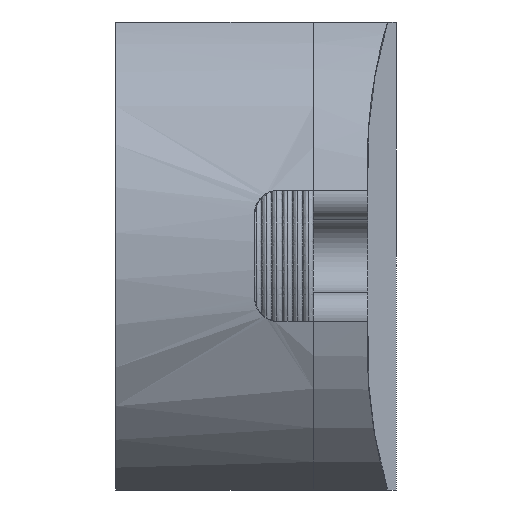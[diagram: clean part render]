
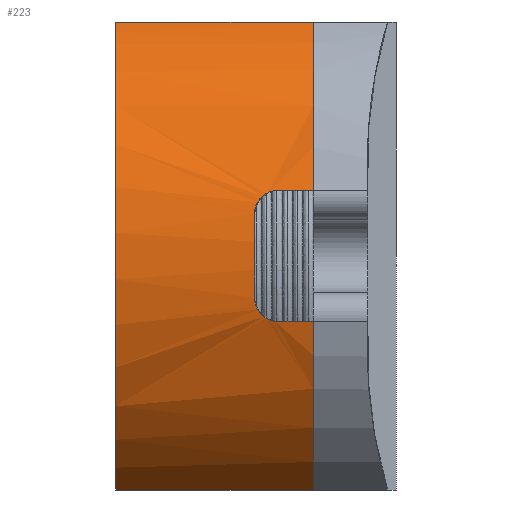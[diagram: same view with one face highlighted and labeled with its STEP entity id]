
A CAD part, left-side view. The second image highlights one B-rep face of the part: STEP entity #223.
In plain terms, the highlighted free-form (B-spline) face has degree [2, 1] with [3, 2] control points.
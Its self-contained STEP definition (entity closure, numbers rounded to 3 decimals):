
#21 = EDGE_CURVE('',#22,#24,#26,.T.);
#22 = VERTEX_POINT('',#23);
#23 = CARTESIAN_POINT('',(-5.839,1.79,1.412)
  );
#24 = VERTEX_POINT('',#25);
#25 = CARTESIAN_POINT('',(-3.28,1.79,5.033)
  );
#26 = ( BOUNDED_CURVE() B_SPLINE_CURVE(2,(#27,#28,#29),.UNSPECIFIED.,.F.
,.F.) B_SPLINE_CURVE_WITH_KNOTS((3,3),(4.95,5.706),
.PIECEWISE_BEZIER_KNOTS.) CURVE() GEOMETRIC_REPRESENTATION_ITEM() 
RATIONAL_B_SPLINE_CURVE((1.,0.929,1.)) REPRESENTATION_ITEM('') 
  );
#27 = CARTESIAN_POINT('',(-5.839,1.79,1.412)
  );
#28 = CARTESIAN_POINT('',(-5.278,1.79,3.731)
  );
#29 = CARTESIAN_POINT('',(-3.28,1.79,5.033)
  );
#89 = EDGE_CURVE('',#90,#92,#94,.T.);
#90 = VERTEX_POINT('',#91);
#91 = CARTESIAN_POINT('',(-3.28,6.04,-5.033
    ));
#92 = VERTEX_POINT('',#93);
#93 = CARTESIAN_POINT('',(-3.28,6.04,5.033)
  );
#94 = ( BOUNDED_CURVE() B_SPLINE_CURVE(2,(#95,#96,#97),.UNSPECIFIED.,.F.
,.F.) B_SPLINE_CURVE_WITH_KNOTS((3,3),(3.719,5.706),
.PIECEWISE_BEZIER_KNOTS.) CURVE() GEOMETRIC_REPRESENTATION_ITEM() 
RATIONAL_B_SPLINE_CURVE((1.,0.546,1.)) REPRESENTATION_ITEM('') 
  );
#95 = CARTESIAN_POINT('',(-3.28,6.04,-5.033
    ));
#96 = CARTESIAN_POINT('',(-11.005,6.04,
    0.));
#97 = CARTESIAN_POINT('',(-3.28,6.04,5.033)
  );
#200 = VERTEX_POINT('',#201);
#201 = CARTESIAN_POINT('',(-5.841,1.79,
    -1.407));
#206 = EDGE_CURVE('',#207,#200,#209,.T.);
#207 = VERTEX_POINT('',#208);
#208 = CARTESIAN_POINT('',(-3.28,1.79,
    -5.033));
#209 = ( BOUNDED_CURVE() B_SPLINE_CURVE(2,(#210,#211,#212),
.UNSPECIFIED.,.F.,.F.) B_SPLINE_CURVE_WITH_KNOTS((3,3),(3.719,
4.476),.PIECEWISE_BEZIER_KNOTS.) CURVE() 
GEOMETRIC_REPRESENTATION_ITEM() RATIONAL_B_SPLINE_CURVE((1.,
0.929,1.)) REPRESENTATION_ITEM('') );
#210 = CARTESIAN_POINT('',(-3.28,1.79,
    -5.033));
#211 = CARTESIAN_POINT('',(-5.281,1.79,
    -3.729));
#212 = CARTESIAN_POINT('',(-5.841,1.79,
    -1.407));
#223 = ADVANCED_FACE('',(#224),#281,.T.);
#224 = FACE_BOUND('',#225,.T.);
#225 = EDGE_LOOP('',(#226,#239,#244,#245,#250,#251,#256,#257,#264,#275)
  );
#226 = ORIENTED_EDGE('',*,*,#227,.T.);
#227 = EDGE_CURVE('',#228,#230,#232,.T.);
#228 = VERTEX_POINT('',#229);
#229 = CARTESIAN_POINT('',(-5.938,3.053,0.909
    ));
#230 = VERTEX_POINT('',#231);
#231 = CARTESIAN_POINT('',(-5.839,2.55,1.412
    ));
#232 = B_SPLINE_CURVE_WITH_KNOTS('',3,(#233,#234,#235,#236,#237,#238),
  .UNSPECIFIED.,.F.,.F.,(4,2,4),(0.,0.,
    0.001),.UNSPECIFIED.);
#233 = CARTESIAN_POINT('',(-5.938,3.053,0.909
    ));
#234 = CARTESIAN_POINT('',(-5.918,3.053,1.042
    ));
#235 = CARTESIAN_POINT('',(-5.893,3.,1.171
    ));
#236 = CARTESIAN_POINT('',(-5.853,2.815,1.357
    ));
#237 = CARTESIAN_POINT('',(-5.839,2.684,1.412
    ));
#238 = CARTESIAN_POINT('',(-5.839,2.55,1.412
    ));
#239 = ORIENTED_EDGE('',*,*,#240,.T.);
#240 = EDGE_CURVE('',#230,#22,#241,.T.);
#241 = B_SPLINE_CURVE_WITH_KNOTS('',1,(#242,#243),.UNSPECIFIED.,.F.,.F.,
  (2,2),(3.12,3.8),.PIECEWISE_BEZIER_KNOTS.);
#242 = CARTESIAN_POINT('',(-5.839,2.55,1.412
    ));
#243 = CARTESIAN_POINT('',(-5.839,1.79,1.412
    ));
#244 = ORIENTED_EDGE('',*,*,#21,.T.);
#245 = ORIENTED_EDGE('',*,*,#246,.F.);
#246 = EDGE_CURVE('',#92,#24,#247,.T.);
#247 = B_SPLINE_CURVE_WITH_KNOTS('',1,(#248,#249),.UNSPECIFIED.,.F.,.F.,
  (2,2),(-0.,3.8),.PIECEWISE_BEZIER_KNOTS.);
#248 = CARTESIAN_POINT('',(-3.28,6.04,5.033
    ));
#249 = CARTESIAN_POINT('',(-3.28,1.79,5.033
    ));
#250 = ORIENTED_EDGE('',*,*,#89,.F.);
#251 = ORIENTED_EDGE('',*,*,#252,.T.);
#252 = EDGE_CURVE('',#90,#207,#253,.T.);
#253 = B_SPLINE_CURVE_WITH_KNOTS('',1,(#254,#255),.UNSPECIFIED.,.F.,.F.,
  (2,2),(-0.,3.8),.PIECEWISE_BEZIER_KNOTS.);
#254 = CARTESIAN_POINT('',(-3.28,6.04,
    -5.033));
#255 = CARTESIAN_POINT('',(-3.28,1.79,
    -5.033));
#256 = ORIENTED_EDGE('',*,*,#206,.T.);
#257 = ORIENTED_EDGE('',*,*,#258,.T.);
#258 = EDGE_CURVE('',#200,#259,#261,.T.);
#259 = VERTEX_POINT('',#260);
#260 = CARTESIAN_POINT('',(-5.841,2.55,
    -1.407));
#261 = B_SPLINE_CURVE_WITH_KNOTS('',1,(#262,#263),.UNSPECIFIED.,.F.,.F.,
  (2,2),(-3.8,-3.12),.PIECEWISE_BEZIER_KNOTS.);
#262 = CARTESIAN_POINT('',(-5.841,1.79,
    -1.407));
#263 = CARTESIAN_POINT('',(-5.841,2.55,
    -1.407));
#264 = ORIENTED_EDGE('',*,*,#265,.T.);
#265 = EDGE_CURVE('',#259,#266,#268,.T.);
#266 = VERTEX_POINT('',#267);
#267 = CARTESIAN_POINT('',(-5.939,3.053,-0.904
    ));
#268 = B_SPLINE_CURVE_WITH_KNOTS('',3,(#269,#270,#271,#272,#273,#274),
  .UNSPECIFIED.,.F.,.F.,(4,2,4),(0.,0.,
    0.001),.UNSPECIFIED.);
#269 = CARTESIAN_POINT('',(-5.841,2.55,
    -1.407));
#270 = CARTESIAN_POINT('',(-5.841,2.684,
    -1.407));
#271 = CARTESIAN_POINT('',(-5.854,2.815,-1.351
    ));
#272 = CARTESIAN_POINT('',(-5.894,2.999,
    -1.166));
#273 = CARTESIAN_POINT('',(-5.919,3.053,
    -1.036));
#274 = CARTESIAN_POINT('',(-5.939,3.053,-0.904
    ));
#275 = ORIENTED_EDGE('',*,*,#276,.T.);
#276 = EDGE_CURVE('',#266,#228,#277,.T.);
#277 = ( BOUNDED_CURVE() B_SPLINE_CURVE(2,(#278,#279,#280),
.UNSPECIFIED.,.F.,.F.) B_SPLINE_CURVE_WITH_KNOTS((3,3),(4.561,
4.864),.PIECEWISE_BEZIER_KNOTS.) CURVE() 
GEOMETRIC_REPRESENTATION_ITEM() RATIONAL_B_SPLINE_CURVE((1.,
0.989,1.)) REPRESENTATION_ITEM('') );
#278 = CARTESIAN_POINT('',(-5.939,3.053,-0.904
    ));
#279 = CARTESIAN_POINT('',(-6.077,3.053,
    0.003));
#280 = CARTESIAN_POINT('',(-5.938,3.053,0.909
    ));
#281 = ( BOUNDED_SURFACE() B_SPLINE_SURFACE(2,1,(
    (#282,#283)
    ,(#284,#285)
,(#286,#287
    )),.UNSPECIFIED.,.F.,.F.,.F.) B_SPLINE_SURFACE_WITH_KNOTS((3,3),(2,2
    ),(3.719,5.706),(0.,3.8),
.PIECEWISE_BEZIER_KNOTS.) GEOMETRIC_REPRESENTATION_ITEM() 
RATIONAL_B_SPLINE_SURFACE((
    (1.,1.)
    ,(0.546,0.546)
,(1.,1.))) REPRESENTATION_ITEM('') SURFACE() );
#282 = CARTESIAN_POINT('',(-3.28,6.04,5.033
    ));
#283 = CARTESIAN_POINT('',(-3.28,1.79,5.033
    ));
#284 = CARTESIAN_POINT('',(-11.005,6.04,
    0.));
#285 = CARTESIAN_POINT('',(-11.005,1.79,
    0.));
#286 = CARTESIAN_POINT('',(-3.28,6.04,
    -5.033));
#287 = CARTESIAN_POINT('',(-3.28,1.79,
    -5.033));
